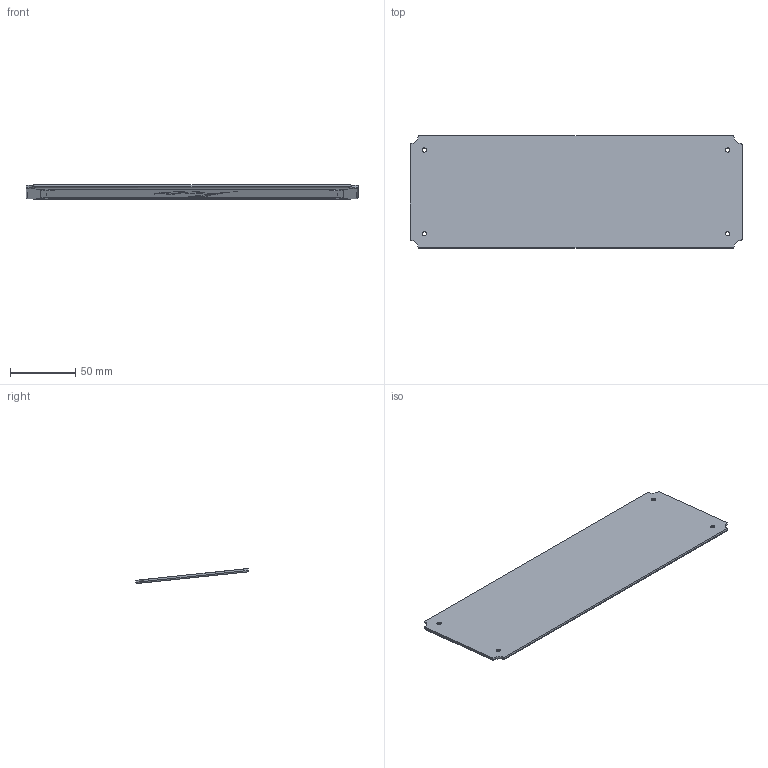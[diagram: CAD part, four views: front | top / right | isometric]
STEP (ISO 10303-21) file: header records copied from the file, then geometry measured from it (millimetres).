
FILE_DESCRIPTION(/* description */ (''),/* implementation_level */ '2;1');
FILE_NAME(/* name */ 'backplate with outline and logo.step',/* time_stamp */ '2023-06-23T18:29:48+07:00',/* author */ (''),/* organization */ (''),/* preprocessor_version */ 'ST-DEVELOPER v19.2',/* originating_system */ 'Autodesk Translation Framework v12.6.0.85',/* authorisation */ '');
FILE_SCHEMA (('AUTOMOTIVE_DESIGN { 1 0 10303 214 3 1 1 }'));
Length unit declared in the file: millimetre
Products named in the file (1): FINAL
Bounding box: 255.2 x 86.42 x 11.45 mm (x, y, z)
Volume: 53243.7 mm3; surface area: 46228.9 mm2
Topology: 1 solids, 1 shells, 197 faces, 538 edges, 344 vertices
Faces by surface type: bspline 136, cylinder 28, plane 25, cone 4, torus 4
Full cylindrical faces by diameter (mm): 3.2 x4
Entity records: 6855 total; most frequent: CARTESIAN_POINT 3144, ORIENTED_EDGE 1060, EDGE_CURVE 530, DIRECTION 438, VERTEX_POINT 344, EDGE_LOOP 214, LINE 202, VECTOR 202
